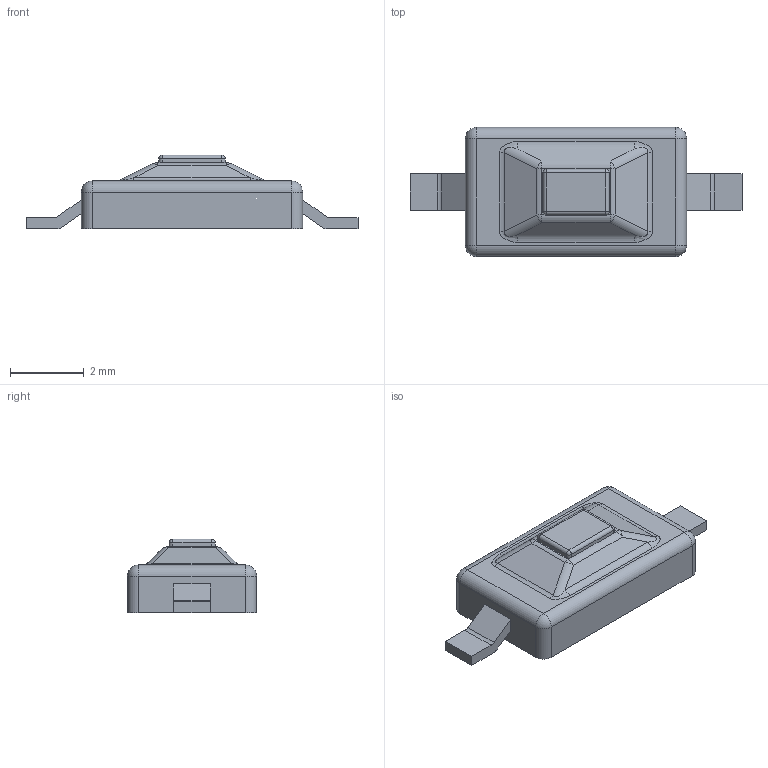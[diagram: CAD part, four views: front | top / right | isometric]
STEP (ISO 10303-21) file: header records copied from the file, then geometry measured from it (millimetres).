
FILE_DESCRIPTION(('FreeCAD Model'),'2;1');
FILE_NAME('SW_SPST_FSMSM.step','2018-04-14T10:49:02',( 'kicad StepUp'),('ksu MCAD'),'Open CASCADE STEP processor 6.8', 'FreeCAD','Unknown');
FILE_SCHEMA(('AUTOMOTIVE_DESIGN_CC2 { 1 2 10303 214 -1 1 5 4 }'));
Length unit declared in the file: millimetre
Products named in the file (1): SW_SPST_FSMSM
Bounding box: 9 x 3.5 x 2 mm (x, y, z)
Volume: 31.3 mm3; surface area: 74.2 mm2
Topology: 1 solids, 1 shells, 79 faces, 195 edges, 110 vertices
Faces by surface type: cylinder 32, plane 31, sphere 12, bspline 4
Entity records: 3138 total; most frequent: CARTESIAN_POINT 799, DIRECTION 373, ORIENTED_EDGE 366, EDGE_CURVE 183, AXIS2_PLACEMENT_3D 132, VERTEX_POINT 110, LINE 109, VECTOR 109
